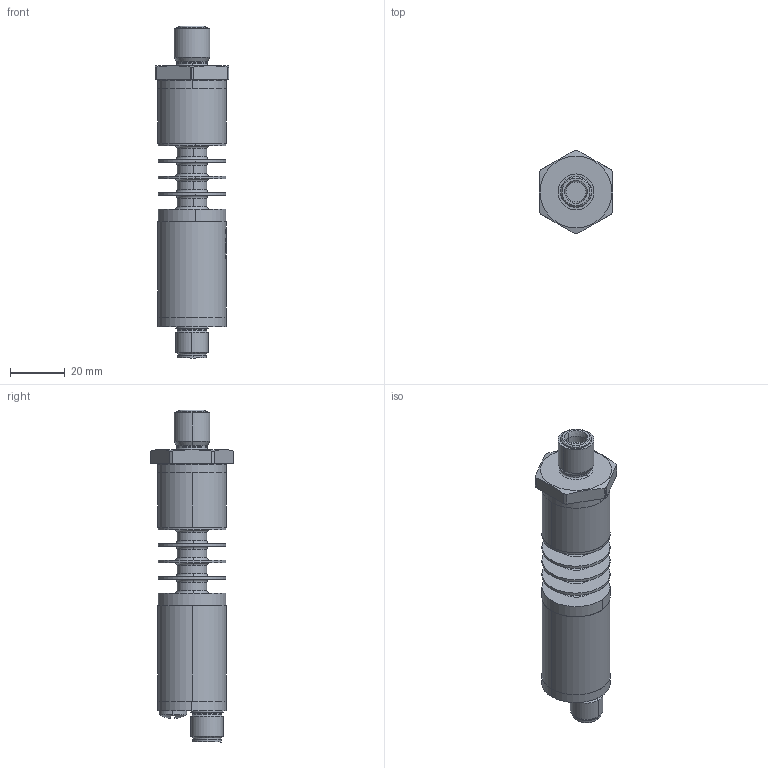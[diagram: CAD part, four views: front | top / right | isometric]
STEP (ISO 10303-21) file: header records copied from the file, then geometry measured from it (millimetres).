
FILE_DESCRIPTION(('STEP AP214'),'1');
FILE_NAME('TP18 bassa portata.stp','2017-07-26T15:03:54',(' '),(' '),'Spatial InterOp 3D',' ',' ');
FILE_SCHEMA(('automotive_design'));
Length unit declared in the file: millimetre
Products named in the file (9): TP18 bassa portata; 1_4gas head; Heat exchanger; back part; front part; Tappo di chiusura M12; Inserto M12; Tappo M8; Frutto 4 poli (ricavato)
Assembly tree (8 placements, depth 2):
  TP18 bassa portata
    1_4gas head
    Heat exchanger
    back part
    front part
    Tappo di chiusura M12
    Inserto M12
    Tappo M8
    Frutto 4 poli (ricavato)
Bounding box: 27 x 30.5 x 121.8 mm (x, y, z)
Volume: 41425.7 mm3; surface area: 20184.2 mm2
Topology: 12 solids, 21 shells, 315 faces, 790 edges, 537 vertices
Faces by surface type: cylinder 131, plane 115, torus 34, bspline 19, cone 14, sphere 2
Entity records: 12941 total; most frequent: CARTESIAN_POINT 2351, DIRECTION 1755, ORIENTED_EDGE 1540, EDGE_CURVE 788, AXIS2_PLACEMENT_3D 739, VERTEX_POINT 537, CIRCLE 414, EDGE_LOOP 361
